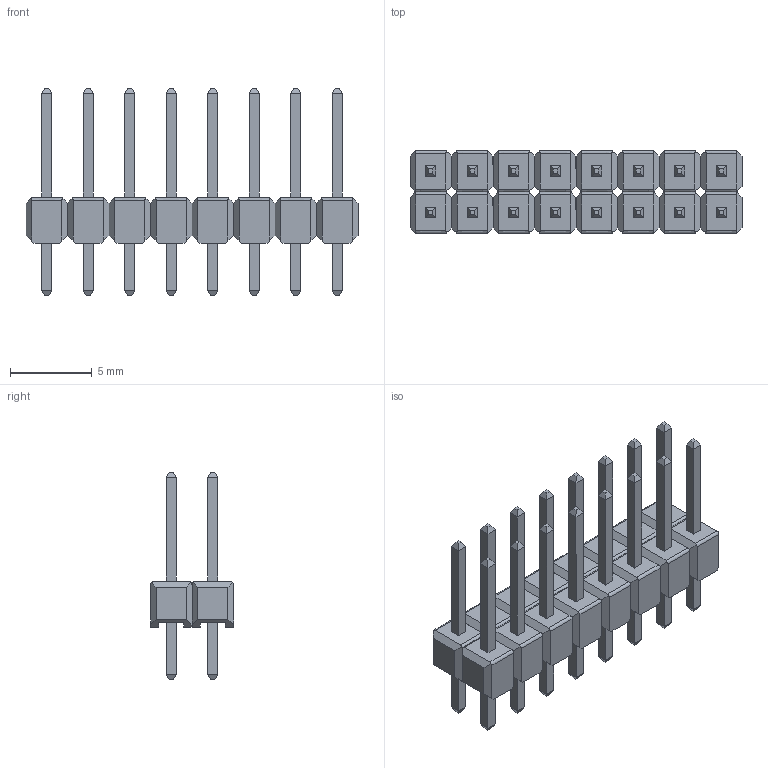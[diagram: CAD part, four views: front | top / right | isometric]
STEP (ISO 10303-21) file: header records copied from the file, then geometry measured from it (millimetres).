
FILE_DESCRIPTION(/* description */ (''),/* implementation_level */ '2;1');
FILE_NAME(/* name */ 'HEADER~1',/* time_stamp */ '2020-07-05T15:18:37-04:00',/* author */ (''),/* organization */ (''),/* preprocessor_version */ 'ST-DEVELOPER v16.5',/* originating_system */ '',/* authorisation */ '');
FILE_SCHEMA (('AUTOMOTIVE_DESIGN'));
Length unit declared in the file: millimetre
Products named in the file (1): Document
Bounding box: 20.32 x 5.08 x 12.7 mm (x, y, z)
Volume: 78.5 mm3; surface area: 1079 mm2
Topology: 16 solids, 32 shells, 580 faces, 1518 edges, 978 vertices
Faces by surface type: bspline 580
Entity records: 34472 total; most frequent: CARTESIAN_POINT 14722, B_SPLINE_CURVE_WITH_KNOTS 4286, ORIENTED_EDGE 2896, PCURVE 2896, DEFINITIONAL_REPRESENTATION 2896, SURFACE_CURVE 1504, EDGE_CURVE 1504, VERTEX_POINT 960
